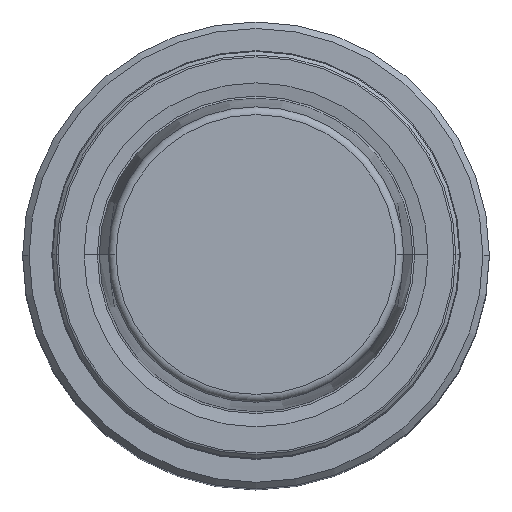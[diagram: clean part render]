
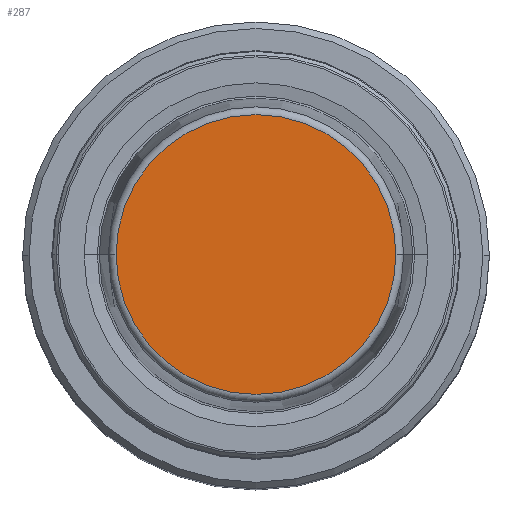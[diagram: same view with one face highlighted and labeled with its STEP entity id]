
A CAD part, top view. The second image highlights one B-rep face of the part: STEP entity #287.
In plain terms, the highlighted planar face has unit normal (0, 0, 1).
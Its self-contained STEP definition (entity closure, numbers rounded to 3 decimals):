
#20 = CIRCLE ( 'NONE', #144, 21.581 ) ;
#144 = AXIS2_PLACEMENT_3D ( 'NONE', #1236, #485, #1112 ) ;
#242 = VERTEX_POINT ( 'NONE', #1167 ) ;
#287 = ADVANCED_FACE ( 'NONE', ( #391 ), #718, .F. ) ;
#289 = ORIENTED_EDGE ( 'NONE', *, *, #1219, .T. ) ;
#359 = DIRECTION ( 'NONE',  ( 0., 0., 1. ) ) ;
#391 = FACE_OUTER_BOUND ( 'NONE', #1009, .T. ) ;
#402 = CARTESIAN_POINT ( 'NONE',  ( 21.581, 0., 31.9 ) ) ;
#418 = VERTEX_POINT ( 'NONE', #402 ) ;
#485 = DIRECTION ( 'NONE',  ( 0., 0., 1. ) ) ;
#668 = DIRECTION ( 'NONE',  ( -1., 0., 0. ) ) ;
#714 = CARTESIAN_POINT ( 'NONE',  ( 0., 0., 31.9 ) ) ;
#718 = PLANE ( 'NONE',  #759 ) ;
#759 = AXIS2_PLACEMENT_3D ( 'NONE', #714, #1040, #668 ) ;
#874 = CIRCLE ( 'NONE', #882, 21.581 ) ;
#882 = AXIS2_PLACEMENT_3D ( 'NONE', #1109, #359, #990 ) ;
#943 = ORIENTED_EDGE ( 'NONE', *, *, #1163, .T. ) ;
#990 = DIRECTION ( 'NONE',  ( 1., 0., 0. ) ) ;
#1009 = EDGE_LOOP ( 'NONE', ( #289, #943 ) ) ;
#1040 = DIRECTION ( 'NONE',  ( 0., 0., -1. ) ) ;
#1109 = CARTESIAN_POINT ( 'NONE',  ( 0., 0., 31.9 ) ) ;
#1112 = DIRECTION ( 'NONE',  ( 1., 0., 0. ) ) ;
#1163 = EDGE_CURVE ( 'NONE', #242, #418, #20, .T. ) ;
#1167 = CARTESIAN_POINT ( 'NONE',  ( -21.581, 0., 31.9 ) ) ;
#1219 = EDGE_CURVE ( 'NONE', #418, #242, #874, .T. ) ;
#1236 = CARTESIAN_POINT ( 'NONE',  ( 0., 0., 31.9 ) ) ;
